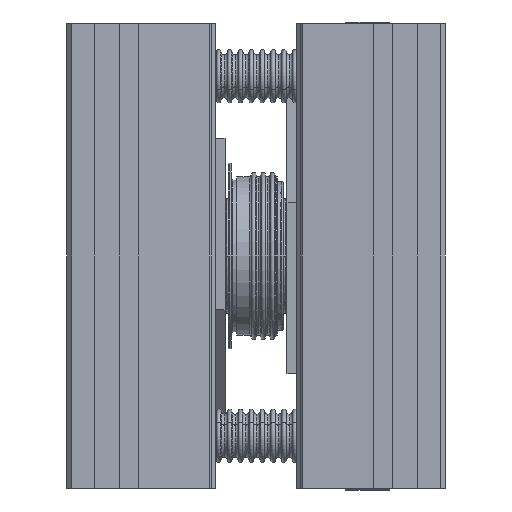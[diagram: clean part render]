
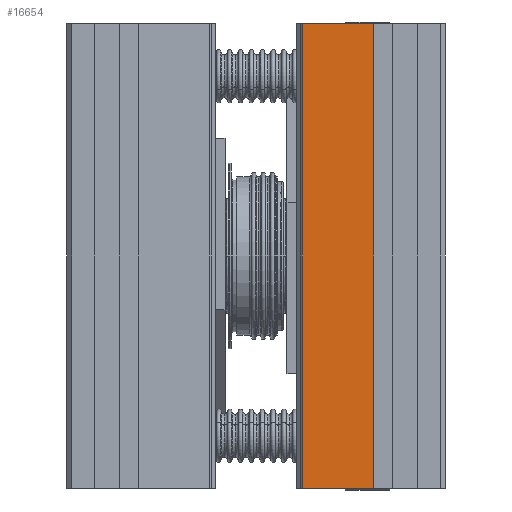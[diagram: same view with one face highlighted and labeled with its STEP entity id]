
A CAD part, left-side view. The second image highlights one B-rep face of the part: STEP entity #16654.
In plain terms, the highlighted planar face has unit normal (-1, 0.027, 0).
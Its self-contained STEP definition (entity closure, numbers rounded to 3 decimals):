
#244 = ORIENTED_EDGE ( 'NONE', *, *, #43186, .F. ) ;
#1240 = VECTOR ( 'NONE', #12925, 1000. ) ;
#1514 = CARTESIAN_POINT ( 'NONE',  ( -66.15, -2.15, -75. ) ) ;
#2731 = VERTEX_POINT ( 'NONE', #1514 ) ;
#5157 = CARTESIAN_POINT ( 'NONE',  ( -66.15, -2.15, -75. ) ) ;
#5205 = DIRECTION ( 'NONE',  ( 0., 0., 1. ) ) ;
#6977 = AXIS2_PLACEMENT_3D ( 'NONE', #24255, #13454, #17266 ) ;
#8317 = LINE ( 'NONE', #11978, #47212 ) ;
#8621 = DIRECTION ( 'NONE',  ( -0.027, -1., 0. ) ) ;
#9535 = EDGE_CURVE ( 'NONE', #2731, #25397, #9948, .T. ) ;
#9948 = LINE ( 'NONE', #38021, #40262 ) ;
#10740 = EDGE_CURVE ( 'NONE', #25397, #39246, #40754, .T. ) ;
#11349 = CARTESIAN_POINT ( 'NONE',  ( -66.15, -2.15, 75. ) ) ;
#11921 = CARTESIAN_POINT ( 'NONE',  ( -66.77, -25., -75. ) ) ;
#11978 = CARTESIAN_POINT ( 'NONE',  ( -66.77, -25., 75. ) ) ;
#12925 = DIRECTION ( 'NONE',  ( 0., 0., 1. ) ) ;
#13454 = DIRECTION ( 'NONE',  ( -1., 0.027, 0. ) ) ;
#16654 = ADVANCED_FACE ( 'NONE', ( #46592 ), #31794, .T. ) ;
#17266 = DIRECTION ( 'NONE',  ( -0.027, -1., 0. ) ) ;
#19375 = DIRECTION ( 'NONE',  ( -0.027, -1., 0. ) ) ;
#20917 = ORIENTED_EDGE ( 'NONE', *, *, #10740, .T. ) ;
#22055 = ORIENTED_EDGE ( 'NONE', *, *, #26699, .F. ) ;
#22095 = VERTEX_POINT ( 'NONE', #11349 ) ;
#24255 = CARTESIAN_POINT ( 'NONE',  ( -66.77, -25., -75. ) ) ;
#25397 = VERTEX_POINT ( 'NONE', #11921 ) ;
#26699 = EDGE_CURVE ( 'NONE', #2731, #22095, #29732, .T. ) ;
#29732 = LINE ( 'NONE', #5157, #1240 ) ;
#31565 = EDGE_LOOP ( 'NONE', ( #244, #22055, #36675, #20917 ) ) ;
#31794 = PLANE ( 'NONE',  #6977 ) ;
#36675 = ORIENTED_EDGE ( 'NONE', *, *, #9535, .T. ) ;
#38021 = CARTESIAN_POINT ( 'NONE',  ( -66.77, -25., -75. ) ) ;
#38773 = CARTESIAN_POINT ( 'NONE',  ( -66.77, -25., 75. ) ) ;
#39246 = VERTEX_POINT ( 'NONE', #38773 ) ;
#40262 = VECTOR ( 'NONE', #8621, 1000. ) ;
#40754 = LINE ( 'NONE', #44959, #42432 ) ;
#42432 = VECTOR ( 'NONE', #5205, 1000. ) ;
#43186 = EDGE_CURVE ( 'NONE', #22095, #39246, #8317, .T. ) ;
#44959 = CARTESIAN_POINT ( 'NONE',  ( -66.77, -25., -75. ) ) ;
#46592 = FACE_OUTER_BOUND ( 'NONE', #31565, .T. ) ;
#47212 = VECTOR ( 'NONE', #19375, 1000. ) ;
